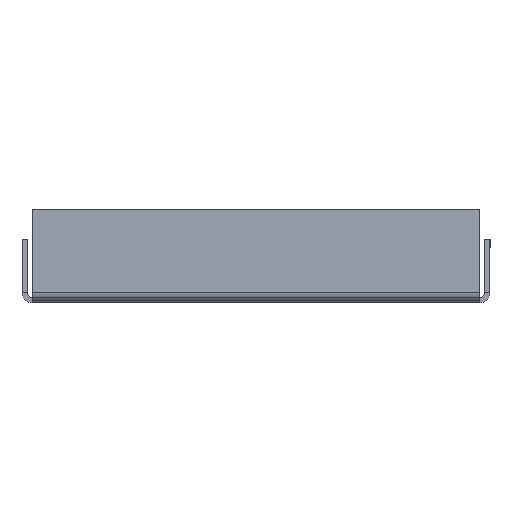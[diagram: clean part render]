
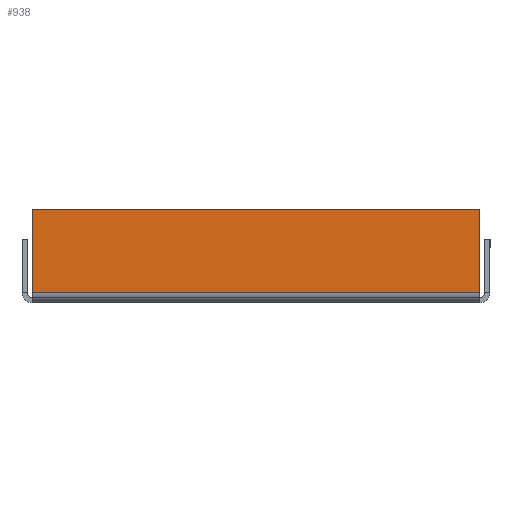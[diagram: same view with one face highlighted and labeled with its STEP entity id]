
A CAD part, left-side view. The second image highlights one B-rep face of the part: STEP entity #938.
In plain terms, the highlighted planar face has unit normal (-1, 0, 0).
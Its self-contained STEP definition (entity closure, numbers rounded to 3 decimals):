
#13 = FACE_OUTER_BOUND ( 'NONE', #443, .T. ) ;
#20 = DIRECTION ( 'NONE',  ( 0., 0., -1. ) ) ;
#45 = DIRECTION ( 'NONE',  ( 0., 0., 1. ) ) ;
#53 = EDGE_CURVE ( 'NONE', #1005, #510, #457, .T. ) ;
#55 = VECTOR ( 'NONE', #1089, 1000. ) ;
#144 = PLANE ( 'NONE',  #1415 ) ;
#305 = LINE ( 'NONE', #690, #662 ) ;
#306 = VERTEX_POINT ( 'NONE', #422 ) ;
#331 = CARTESIAN_POINT ( 'NONE',  ( -2., 86., 1. ) ) ;
#332 = DIRECTION ( 'NONE',  ( 0., 0., -1. ) ) ;
#381 = DIRECTION ( 'NONE',  ( 0., 1., 0. ) ) ;
#422 = CARTESIAN_POINT ( 'NONE',  ( -2., 0., 1. ) ) ;
#443 = EDGE_LOOP ( 'NONE', ( #914, #871, #1311, #1380 ) ) ;
#457 = LINE ( 'NONE', #1384, #646 ) ;
#510 = VERTEX_POINT ( 'NONE', #331 ) ;
#517 = CARTESIAN_POINT ( 'NONE',  ( -2., 86., 17. ) ) ;
#637 = VERTEX_POINT ( 'NONE', #1216 ) ;
#646 = VECTOR ( 'NONE', #332, 1000. ) ;
#662 = VECTOR ( 'NONE', #45, 1000. ) ;
#690 = CARTESIAN_POINT ( 'NONE',  ( -2., 0., 0. ) ) ;
#705 = VECTOR ( 'NONE', #381, 1000. ) ;
#871 = ORIENTED_EDGE ( 'NONE', *, *, #1162, .T. ) ;
#902 = EDGE_CURVE ( 'NONE', #637, #1005, #1431, .T. ) ;
#914 = ORIENTED_EDGE ( 'NONE', *, *, #1056, .F. ) ;
#938 = ADVANCED_FACE ( 'NONE', ( #13 ), #144, .F. ) ;
#967 = LINE ( 'NONE', #1097, #55 ) ;
#1005 = VERTEX_POINT ( 'NONE', #517 ) ;
#1056 = EDGE_CURVE ( 'NONE', #306, #510, #967, .T. ) ;
#1089 = DIRECTION ( 'NONE',  ( 0., 1., 0. ) ) ;
#1097 = CARTESIAN_POINT ( 'NONE',  ( -2., 86., 1. ) ) ;
#1162 = EDGE_CURVE ( 'NONE', #306, #637, #305, .T. ) ;
#1184 = CARTESIAN_POINT ( 'NONE',  ( -2., 0., 0. ) ) ;
#1216 = CARTESIAN_POINT ( 'NONE',  ( -2., 0., 17. ) ) ;
#1311 = ORIENTED_EDGE ( 'NONE', *, *, #902, .T. ) ;
#1320 = DIRECTION ( 'NONE',  ( 1., 0., 0. ) ) ;
#1380 = ORIENTED_EDGE ( 'NONE', *, *, #53, .T. ) ;
#1384 = CARTESIAN_POINT ( 'NONE',  ( -2., 86., 0. ) ) ;
#1415 = AXIS2_PLACEMENT_3D ( 'NONE', #1184, #1320, #20 ) ;
#1431 = LINE ( 'NONE', #1439, #705 ) ;
#1439 = CARTESIAN_POINT ( 'NONE',  ( -2., 0., 17. ) ) ;
